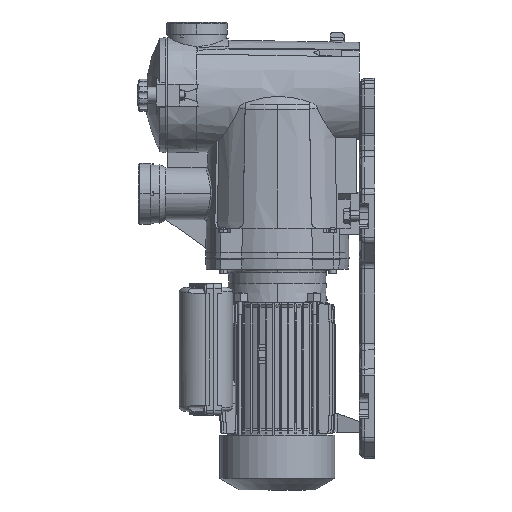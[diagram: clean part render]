
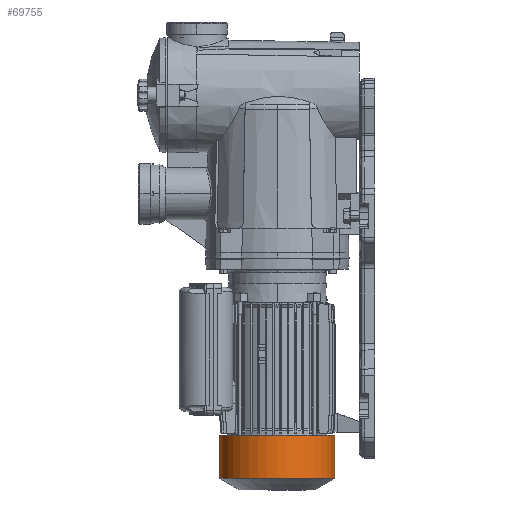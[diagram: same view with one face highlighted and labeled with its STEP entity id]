
A CAD part, left-side view. The second image highlights one B-rep face of the part: STEP entity #69755.
In plain terms, the highlighted cylindrical face has radius 78.5 mm (diameter 157 mm), a partial arc.
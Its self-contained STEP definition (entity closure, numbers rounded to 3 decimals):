
#8224 = CARTESIAN_POINT ( 'NONE',  ( 0., 0., -330. ) ) ;
#10434 = DIRECTION ( 'NONE',  ( 0., 1., 0. ) ) ;
#22881 = CARTESIAN_POINT ( 'NONE',  ( 0., -78.5, -389.123 ) ) ;
#23000 = EDGE_CURVE ( 'NONE', #27814, #63047, #84490, .T. ) ;
#24470 = DIRECTION ( 'NONE',  ( 0., 0., 1. ) ) ;
#25343 = EDGE_CURVE ( 'NONE', #45955, #100725, #33186, .T. ) ;
#25871 = LINE ( 'NONE', #80174, #39537 ) ;
#27814 = VERTEX_POINT ( 'NONE', #86739 ) ;
#33186 = CIRCLE ( 'NONE', #139068, 78.5 ) ;
#37988 = DIRECTION ( 'NONE',  ( 0., 1., 0. ) ) ;
#39537 = VECTOR ( 'NONE', #116338, 1000. ) ;
#40301 = EDGE_CURVE ( 'NONE', #27814, #100725, #25871, .T. ) ;
#42642 = ORIENTED_EDGE ( 'NONE', *, *, #25343, .T. ) ;
#42859 = DIRECTION ( 'NONE',  ( 0., 0., -1. ) ) ;
#44967 = LINE ( 'NONE', #69083, #91424 ) ;
#45955 = VERTEX_POINT ( 'NONE', #68416 ) ;
#58815 = EDGE_LOOP ( 'NONE', ( #112263, #108644, #42642, #126718 ) ) ;
#63047 = VERTEX_POINT ( 'NONE', #22881 ) ;
#63705 = DIRECTION ( 'NONE',  ( 0., 1., 0. ) ) ;
#64430 = CYLINDRICAL_SURFACE ( 'NONE', #79042, 78.5 ) ;
#68416 = CARTESIAN_POINT ( 'NONE',  ( 0., -78.5, -330. ) ) ;
#69083 = CARTESIAN_POINT ( 'NONE',  ( 0., -78.5, -389.123 ) ) ;
#69755 = ADVANCED_FACE ( 'NONE', ( #75001 ), #64430, .T. ) ;
#75001 = FACE_OUTER_BOUND ( 'NONE', #58815, .T. ) ;
#79042 = AXIS2_PLACEMENT_3D ( 'NONE', #130032, #85539, #63705 ) ;
#79650 = AXIS2_PLACEMENT_3D ( 'NONE', #141256, #24470, #37988 ) ;
#80174 = CARTESIAN_POINT ( 'NONE',  ( 0., 78.5, -389.123 ) ) ;
#84490 = CIRCLE ( 'NONE', #79650, 78.5 ) ;
#85539 = DIRECTION ( 'NONE',  ( 0., 0., 1. ) ) ;
#86739 = CARTESIAN_POINT ( 'NONE',  ( 0., 78.5, -389.123 ) ) ;
#91424 = VECTOR ( 'NONE', #148954, 1000. ) ;
#100725 = VERTEX_POINT ( 'NONE', #137041 ) ;
#108644 = ORIENTED_EDGE ( 'NONE', *, *, #125431, .T. ) ;
#112263 = ORIENTED_EDGE ( 'NONE', *, *, #23000, .T. ) ;
#116338 = DIRECTION ( 'NONE',  ( 0., 0., 1. ) ) ;
#125431 = EDGE_CURVE ( 'NONE', #63047, #45955, #44967, .T. ) ;
#126718 = ORIENTED_EDGE ( 'NONE', *, *, #40301, .F. ) ;
#130032 = CARTESIAN_POINT ( 'NONE',  ( 0., 0., -389.123 ) ) ;
#137041 = CARTESIAN_POINT ( 'NONE',  ( 0., 78.5, -330. ) ) ;
#139068 = AXIS2_PLACEMENT_3D ( 'NONE', #8224, #42859, #10434 ) ;
#141256 = CARTESIAN_POINT ( 'NONE',  ( 0., 0., -389.123 ) ) ;
#148954 = DIRECTION ( 'NONE',  ( 0., 0., 1. ) ) ;
